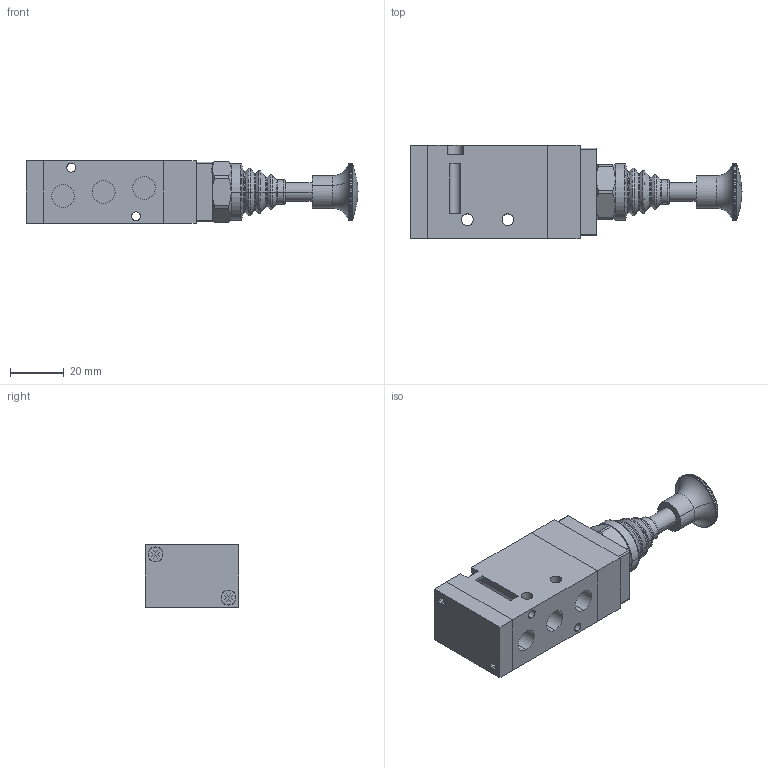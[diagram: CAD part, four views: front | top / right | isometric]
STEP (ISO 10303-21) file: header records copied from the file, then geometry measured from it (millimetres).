
FILE_DESCRIPTION (( 'STEP AP203' ), '1' );
FILE_NAME ('KMV310-D.STEP', '2016-01-12T10:45:11', ( 'yrd8' ), ( 'Hewlett-Packard Company' ), 'SwSTEP 2.0', 'SolidWorks 2008', '' );
FILE_SCHEMA (( 'CONFIG_CONTROL_DESIGN' ));
Length unit declared in the file: millimetre
Products named in the file (10): KMV310-D; SF3000 BODY_ル遽; SF3000 BODY COVER_ル遽; KMV300 SEMY_ル遽; KMV-S; KMV Bellows-1; HEAD_晦獄 撲薑; LEVER GUIDE_晦獄 撲薑; KMV nut_釭餌ル衛橈擠; PlateBolt(M2.6xL5)_ル遽
Assembly tree (10 placements, depth 3):
  KMV310-D
    SF3000 BODY_ル遽
    SF3000 BODY COVER_ル遽
    KMV300 SEMY_ル遽
    KMV-S
      KMV nut_釭餌ル衛橈擠
      LEVER GUIDE_晦獄 撲薑
      HEAD_晦獄 撲薑
      KMV Bellows-1
      PlateBolt(M2.6xL5)_ル遽  x2
Bounding box: 123.01 x 34.5 x 23 mm (x, y, z)
Volume: 55528.4 mm3; surface area: 23562.3 mm2
Topology: 9 solids, 9 shells, 870 faces, 2373 edges, 1518 vertices
Faces by surface type: plane 333, torus 248, cylinder 193, cone 70, bspline 24, sphere 2
Entity records: 32157 total; most frequent: CARTESIAN_POINT 10370, ORIENTED_EDGE 4562, DIRECTION 4223, EDGE_CURVE 2281, AXIS2_PLACEMENT_3D 1783, VERTEX_POINT 1476, CIRCLE 950, EDGE_LOOP 889
